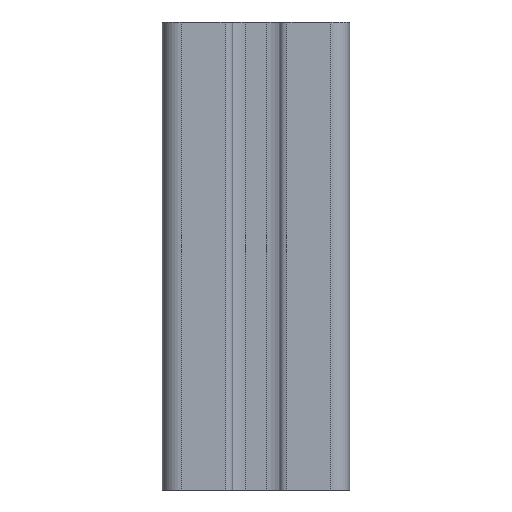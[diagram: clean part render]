
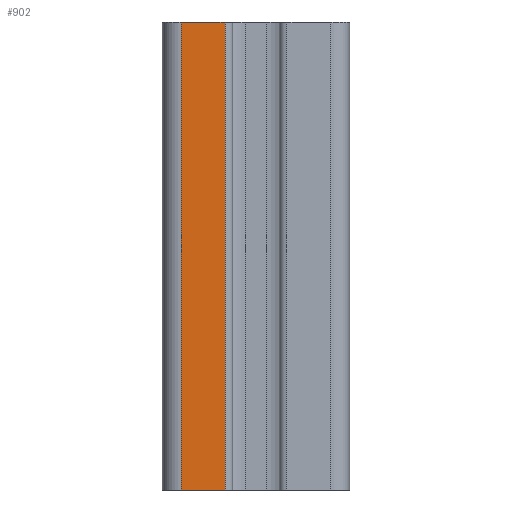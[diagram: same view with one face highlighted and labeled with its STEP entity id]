
A CAD part, left-side view. The second image highlights one B-rep face of the part: STEP entity #902.
In plain terms, the highlighted planar face has unit normal (-1, 0, 0).
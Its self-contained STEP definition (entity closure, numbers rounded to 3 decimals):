
#26 = CARTESIAN_POINT ( 'NONE',  ( -10., 3.3, -25. ) ) ;
#122 = FACE_OUTER_BOUND ( 'NONE', #1726, .T. ) ;
#265 = CARTESIAN_POINT ( 'NONE',  ( -10., 3.3, 25. ) ) ;
#352 = CARTESIAN_POINT ( 'NONE',  ( -10., 3.3, 25. ) ) ;
#363 = CARTESIAN_POINT ( 'NONE',  ( -10., 3.3, -25. ) ) ;
#417 = EDGE_CURVE ( 'NONE', #510, #999, #825, .T. ) ;
#424 = VERTEX_POINT ( 'NONE', #2055 ) ;
#489 = VECTOR ( 'NONE', #558, 1000. ) ;
#510 = VERTEX_POINT ( 'NONE', #1480 ) ;
#558 = DIRECTION ( 'NONE',  ( 0., -1., 0. ) ) ;
#708 = DIRECTION ( 'NONE',  ( 0., 0., -1. ) ) ;
#825 = LINE ( 'NONE', #352, #1813 ) ;
#854 = DIRECTION ( 'NONE',  ( 0., -1., 0. ) ) ;
#893 = ORIENTED_EDGE ( 'NONE', *, *, #2298, .T. ) ;
#902 = ADVANCED_FACE ( 'NONE', ( #122 ), #2564, .F. ) ;
#941 = CARTESIAN_POINT ( 'NONE',  ( -10., 8., 25. ) ) ;
#999 = VERTEX_POINT ( 'NONE', #363 ) ;
#1068 = CARTESIAN_POINT ( 'NONE',  ( -10., 8., 25. ) ) ;
#1166 = VERTEX_POINT ( 'NONE', #1068 ) ;
#1174 = EDGE_CURVE ( 'NONE', #424, #999, #2270, .T. ) ;
#1363 = ORIENTED_EDGE ( 'NONE', *, *, #1643, .F. ) ;
#1480 = CARTESIAN_POINT ( 'NONE',  ( -10., 3.3, 25. ) ) ;
#1544 = DIRECTION ( 'NONE',  ( 1., 0., 0. ) ) ;
#1643 = EDGE_CURVE ( 'NONE', #1166, #510, #2115, .T. ) ;
#1726 = EDGE_LOOP ( 'NONE', ( #2184, #2355, #1363, #893 ) ) ;
#1813 = VECTOR ( 'NONE', #1827, 1000. ) ;
#1816 = LINE ( 'NONE', #941, #2043 ) ;
#1827 = DIRECTION ( 'NONE',  ( 0., 0., -1. ) ) ;
#2043 = VECTOR ( 'NONE', #2168, 1000. ) ;
#2055 = CARTESIAN_POINT ( 'NONE',  ( -10., 8., -25. ) ) ;
#2115 = LINE ( 'NONE', #265, #489 ) ;
#2161 = VECTOR ( 'NONE', #854, 1000. ) ;
#2168 = DIRECTION ( 'NONE',  ( 0., 0., -1. ) ) ;
#2184 = ORIENTED_EDGE ( 'NONE', *, *, #1174, .T. ) ;
#2270 = LINE ( 'NONE', #26, #2161 ) ;
#2298 = EDGE_CURVE ( 'NONE', #1166, #424, #1816, .T. ) ;
#2355 = ORIENTED_EDGE ( 'NONE', *, *, #417, .F. ) ;
#2380 = CARTESIAN_POINT ( 'NONE',  ( -10., 3.3, 25. ) ) ;
#2405 = AXIS2_PLACEMENT_3D ( 'NONE', #2380, #1544, #708 ) ;
#2564 = PLANE ( 'NONE',  #2405 ) ;
